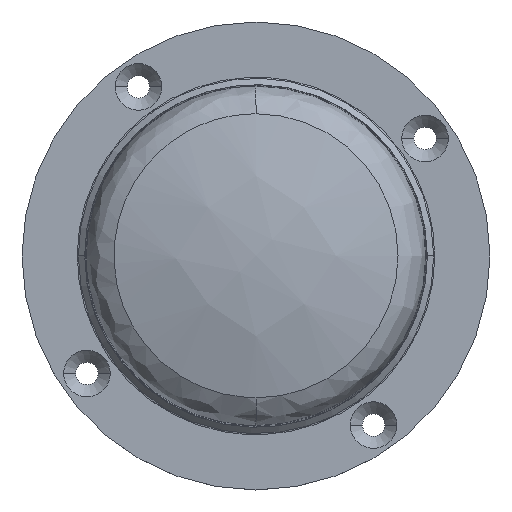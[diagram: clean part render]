
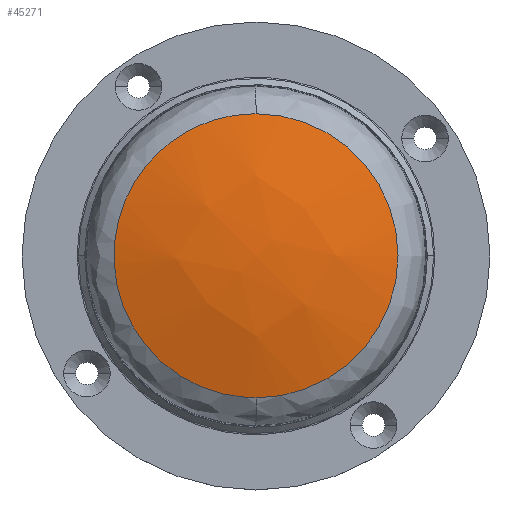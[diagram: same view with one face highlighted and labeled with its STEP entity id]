
A CAD part, top view. The second image highlights one B-rep face of the part: STEP entity #45271.
In plain terms, the highlighted free-form (B-spline) face has degree [3, 3] with [4, 4] control points.
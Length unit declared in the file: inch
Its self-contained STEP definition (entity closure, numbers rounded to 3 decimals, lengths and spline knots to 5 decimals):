
#1284 = CARTESIAN_POINT ( 'NONE',  ( -1.10532, -0.17128, 0.92607 ) ) ;
#1557 = CARTESIAN_POINT ( 'NONE',  ( 0.35918, -0.8852, 0.92619 ) ) ;
#3260 =( BOUNDED_CURVE ( )  B_SPLINE_CURVE ( 3, ( #6614, #35253, #19192, #26932 ),
 .UNSPECIFIED., .F., .T. ) 
 B_SPLINE_CURVE_WITH_KNOTS ( ( 4, 4 ),
 ( 0., 1. ),
 .UNSPECIFIED. ) 
 CURVE ( )  GEOMETRIC_REPRESENTATION_ITEM ( )  RATIONAL_B_SPLINE_CURVE ( ( 1., 0.354, 0.354, 1. ) ) 
 REPRESENTATION_ITEM ( '' )  );
#3981 = CARTESIAN_POINT ( 'NONE',  ( -1.03854, 1.29071, 0.71279 ) ) ;
#5228 = EDGE_CURVE ( 'NONE', #50307, #21938, #36372, .T. ) ;
#5282 = CARTESIAN_POINT ( 'NONE',  ( 0.38228, 0.5768, 1.15319 ) ) ;
#6614 = CARTESIAN_POINT ( 'NONE',  ( -0.06748, -0.87057, 0.87548 ) ) ;
#7741 = CARTESIAN_POINT ( 'NONE',  ( -0.06748, -0.87057, 0.87548 ) ) ;
#8255 = CIRCLE ( 'NONE', #21949, 1.07545 ) ;
#8392 = EDGE_LOOP ( 'NONE', ( #9906, #46446, #35992 ) ) ;
#9906 = ORIENTED_EDGE ( 'NONE', *, *, #18039, .F. ) ;
#11444 = CARTESIAN_POINT ( 'NONE',  ( -0.37891, 0.5768, 1.15353 ) ) ;
#12755 = CARTESIAN_POINT ( 'NONE',  ( -0.06748, -0.87057, 0.87548 ) ) ;
#15496 = CARTESIAN_POINT ( 'NONE',  ( -0.35602, 1.29071, 0.92651 ) ) ;
#18039 = EDGE_CURVE ( 'NONE', #52373, #50307, #8255, .T. ) ;
#19192 = CARTESIAN_POINT ( 'NONE',  ( -2.02285, 1.2782, 0.87548 ) ) ;
#19754 = EDGE_CURVE ( 'NONE', #21938, #52373, #3260, .T. ) ;
#20605 = CARTESIAN_POINT ( 'NONE',  ( 0., -0.87269, 0.87548 ) ) ;
#20822 = CARTESIAN_POINT ( 'NONE',  ( -0.35602, -0.8852, 0.92651 ) ) ;
#21353 = CARTESIAN_POINT ( 'NONE',  ( 1.10849, -0.17128, 0.92508 ) ) ;
#21938 = VERTEX_POINT ( 'NONE', #12755 ) ;
#21949 = AXIS2_PLACEMENT_3D ( 'NONE', #50466, #22665, #46734 ) ;
#22665 = DIRECTION ( 'NONE',  ( 0., 0., -1. ) ) ;
#25867 = CARTESIAN_POINT ( 'NONE',  ( 1.04151, -0.8852, 0.71186 ) ) ;
#26932 = CARTESIAN_POINT ( 'NONE',  ( 0., 1.2782, 0.87548 ) ) ;
#31824 = CARTESIAN_POINT ( 'NONE',  ( 1.04151, 1.29071, 0.71186 ) ) ;
#32097 = CARTESIAN_POINT ( 'NONE',  ( 0., -0.87269, 0.87548 ) ) ;
#33134 = CARTESIAN_POINT ( 'NONE',  ( 1.10849, 0.5768, 0.92508 ) ) ;
#33413 =( BOUNDED_SURFACE ( )  B_SPLINE_SURFACE ( 3, 3, ( 
 ( #3981, #15496, #36643, #31824 ),
 ( #48108, #11444, #5282, #33134 ),
 ( #1284, #49441, #45171, #21353 ),
 ( #34189, #20822, #1557, #25867 ) ),
 .UNSPECIFIED., .F., .F., .T. ) 
 B_SPLINE_SURFACE_WITH_KNOTS ( ( 4, 4 ),
 ( 4, 4 ),
 ( 0., 1. ),
 ( 0., 1. ),
 .UNSPECIFIED. ) 
 GEOMETRIC_REPRESENTATION_ITEM ( )  RATIONAL_B_SPLINE_SURFACE ( (
 ( 1., 0.969, 0.969, 1.),
 ( 0.97, 0.94, 0.94, 0.97),
 ( 0.97, 0.94, 0.94, 0.97),
 ( 1., 0.969, 0.969, 1.) ) ) 
 REPRESENTATION_ITEM ( '' )  SURFACE ( )  );
#34189 = CARTESIAN_POINT ( 'NONE',  ( -1.03854, -0.8852, 0.71279 ) ) ;
#35253 = CARTESIAN_POINT ( 'NONE',  ( -2.08634, -0.74365, 0.87548 ) ) ;
#35992 = ORIENTED_EDGE ( 'NONE', *, *, #5228, .F. ) ;
#36372 =( BOUNDED_CURVE ( )  B_SPLINE_CURVE ( 3, ( #32097, #44418, #43885, #7741 ),
 .UNSPECIFIED., .F., .T. ) 
 B_SPLINE_CURVE_WITH_KNOTS ( ( 4, 4 ),
 ( 0., 1. ),
 .UNSPECIFIED. ) 
 CURVE ( )  GEOMETRIC_REPRESENTATION_ITEM ( )  RATIONAL_B_SPLINE_CURVE ( ( 1., 1., 1., 1. ) ) 
 REPRESENTATION_ITEM ( '' )  );
#36643 = CARTESIAN_POINT ( 'NONE',  ( 0.35918, 1.29071, 0.92619 ) ) ;
#43885 = CARTESIAN_POINT ( 'NONE',  ( -0.04501, -0.87199, 0.87548 ) ) ;
#44418 = CARTESIAN_POINT ( 'NONE',  ( -0.02251, -0.87269, 0.87548 ) ) ;
#45089 = CARTESIAN_POINT ( 'NONE',  ( 0., 1.2782, 0.87548 ) ) ;
#45171 = CARTESIAN_POINT ( 'NONE',  ( 0.38228, -0.17128, 1.15319 ) ) ;
#45271 = ADVANCED_FACE ( 'NONE', ( #52126 ), #33413, .T. ) ;
#46446 = ORIENTED_EDGE ( 'NONE', *, *, #19754, .F. ) ;
#46734 = DIRECTION ( 'NONE',  ( -0.006, -1., 0. ) ) ;
#48108 = CARTESIAN_POINT ( 'NONE',  ( -1.10532, 0.5768, 0.92607 ) ) ;
#49441 = CARTESIAN_POINT ( 'NONE',  ( -0.37891, -0.17128, 1.15353 ) ) ;
#50307 = VERTEX_POINT ( 'NONE', #20605 ) ;
#50466 = CARTESIAN_POINT ( 'NONE',  ( 0., 0.20276, 0.87548 ) ) ;
#52126 = FACE_OUTER_BOUND ( 'NONE', #8392, .T. ) ;
#52373 = VERTEX_POINT ( 'NONE', #45089 ) ;
